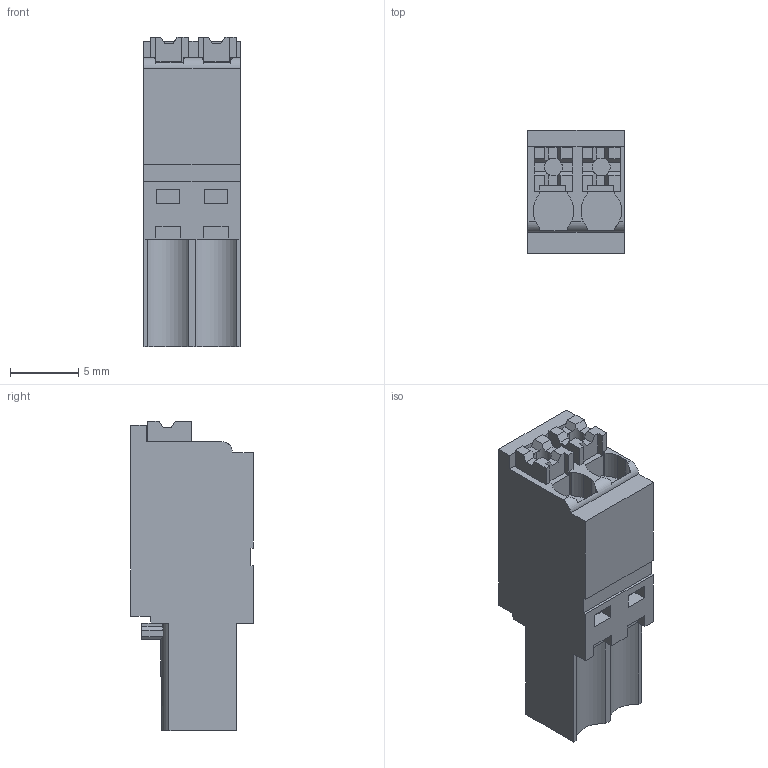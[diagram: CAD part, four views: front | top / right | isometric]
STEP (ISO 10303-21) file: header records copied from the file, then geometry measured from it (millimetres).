
FILE_DESCRIPTION(('CATIA V5R24 STEP','CAx-IF Rec.Pracs.--- Model Styling and Organization---1.2---2011-12-15'),'2;1');
FILE_NAME ('D1462528_0', '2018-01-11T13:26:13+00:00', ('Weidmueller Interface'), ('Weidmueller'), 'CATIA Version 5-6 Release 2014 SP4 HF52', 'CATIA V5 STEP AP214', 'none');
FILE_SCHEMA(('AUTOMOTIVE_DESIGN { 1 0 10303 214 1 1 1 1 }'));
Length unit declared in the file: millimetre
Products named in the file (1): 2459280000
Bounding box: 7.04 x 9 x 22.7 mm (x, y, z)
Volume: 1029.9 mm3; surface area: 1101 mm2
Topology: 3 solids, 3 shells, 204 faces, 589 edges, 395 vertices
Faces by surface type: plane 187, cylinder 17
Entity records: 6572 total; most frequent: CARTESIAN_POINT 1339, ORIENTED_EDGE 1178, DIRECTION 873, EDGE_CURVE 589, VECTOR 499, LINE 499, VERTEX_POINT 395, EDGE_LOOP 212
